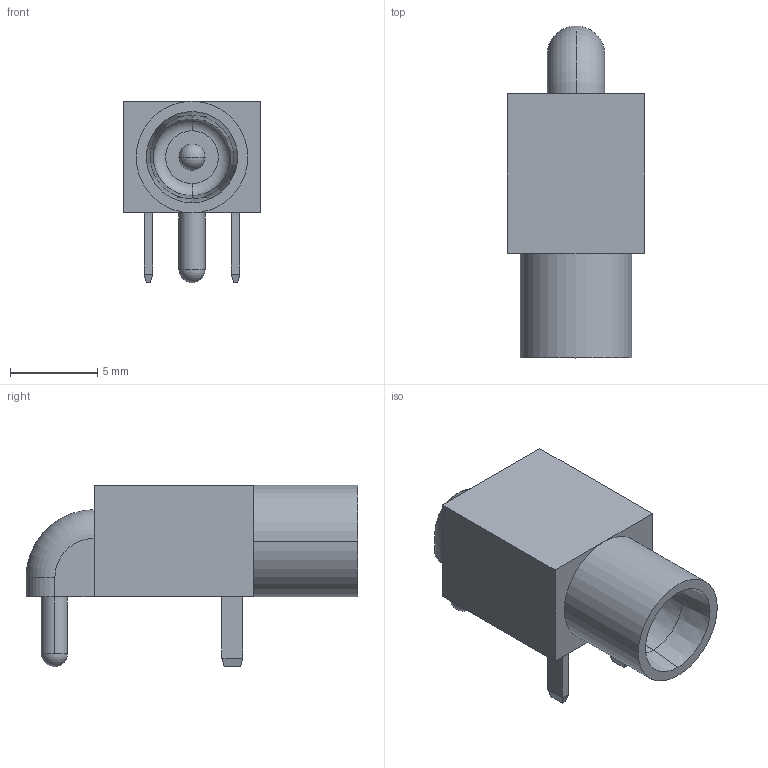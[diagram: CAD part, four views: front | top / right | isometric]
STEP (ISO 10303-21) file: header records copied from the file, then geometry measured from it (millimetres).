
FILE_DESCRIPTION(('FreeCAD Model'),'2;1');
FILE_NAME('Jack_TouchProof_1.5mm.STEP','2016-02-15T10:19:20',('Author'),(''), 'Open CASCADE STEP processor 6.8','FreeCAD','Unknown');
FILE_SCHEMA(('AUTOMOTIVE_DESIGN_CC2 { 1 2 10303 214 -1 1 5 4 }'));
Length unit declared in the file: millimetre
Products named in the file (1): conector_touch-free
Bounding box: 7.9 x 19.02 x 10.4 mm (x, y, z)
Volume: 509.3 mm3; surface area: 798 mm2
Topology: 1 solids, 1 shells, 48 faces, 113 edges, 69 vertices
Faces by surface type: plane 29, cylinder 8, torus 4, cone 4, sphere 3
Entity records: 4592 total; most frequent: CARTESIAN_POINT 2434, DIRECTION 374, ORIENTED_EDGE 220, PCURVE 220, DEFINITIONAL_REPRESENTATION 220, LINE 192, VECTOR 192, EDGE_CURVE 110
